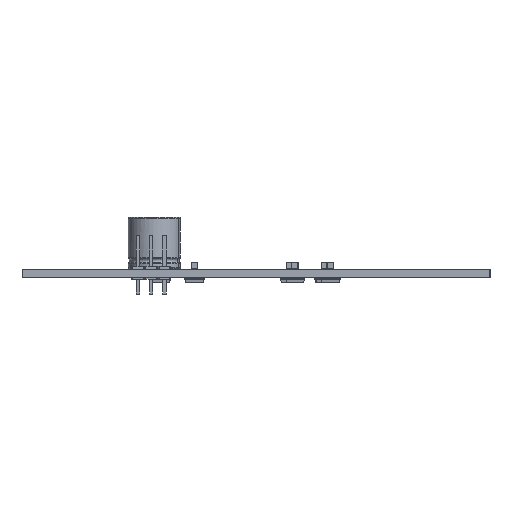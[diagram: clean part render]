
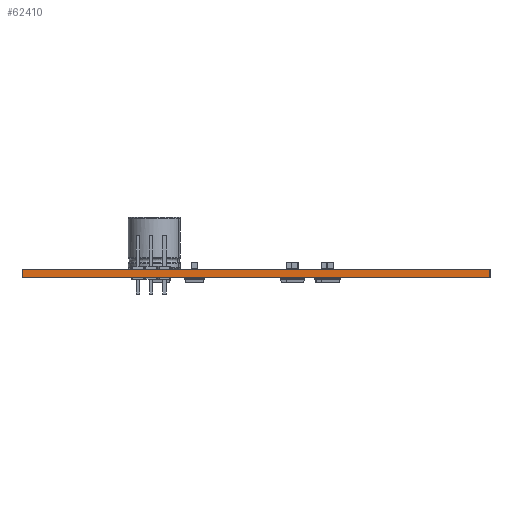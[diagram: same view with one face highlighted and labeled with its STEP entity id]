
A CAD part, left-side view. The second image highlights one B-rep face of the part: STEP entity #62410.
In plain terms, the highlighted planar face has unit normal (-1, 0, 0).
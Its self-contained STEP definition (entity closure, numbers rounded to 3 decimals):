
#62294 = EDGE_CURVE('',#62295,#62297,#62299,.T.);
#62295 = VERTEX_POINT('',#62296);
#62296 = CARTESIAN_POINT('',(72.39,-39.37,0.));
#62297 = VERTEX_POINT('',#62298);
#62298 = CARTESIAN_POINT('',(72.39,-39.37,1.6));
#62299 = SURFACE_CURVE('',#62300,(#62304,#62316),.PCURVE_S1.);
#62300 = LINE('',#62301,#62302);
#62301 = CARTESIAN_POINT('',(72.39,-39.37,0.));
#62302 = VECTOR('',#62303,1.);
#62303 = DIRECTION('',(0.,0.,1.));
#62304 = PCURVE('',#62305,#62310);
#62305 = PLANE('',#62306);
#62306 = AXIS2_PLACEMENT_3D('',#62307,#62308,#62309);
#62307 = CARTESIAN_POINT('',(72.39,-39.37,0.));
#62308 = DIRECTION('',(0.,1.,0.));
#62309 = DIRECTION('',(1.,0.,0.));
#62310 = DEFINITIONAL_REPRESENTATION('',(#62311),#62315);
#62311 = LINE('',#62312,#62313);
#62312 = CARTESIAN_POINT('',(0.,0.));
#62313 = VECTOR('',#62314,1.);
#62314 = DIRECTION('',(0.,-1.));
#62315 = ( GEOMETRIC_REPRESENTATION_CONTEXT(2) 
PARAMETRIC_REPRESENTATION_CONTEXT() REPRESENTATION_CONTEXT('2D SPACE',''
  ) );
#62316 = PCURVE('',#62317,#62322);
#62317 = PLANE('',#62318);
#62318 = AXIS2_PLACEMENT_3D('',#62319,#62320,#62321);
#62319 = CARTESIAN_POINT('',(72.39,-129.54,0.));
#62320 = DIRECTION('',(-1.,0.,0.));
#62321 = DIRECTION('',(0.,1.,0.));
#62322 = DEFINITIONAL_REPRESENTATION('',(#62323),#62327);
#62323 = LINE('',#62324,#62325);
#62324 = CARTESIAN_POINT('',(90.17,0.));
#62325 = VECTOR('',#62326,1.);
#62326 = DIRECTION('',(0.,-1.));
#62327 = ( GEOMETRIC_REPRESENTATION_CONTEXT(2) 
PARAMETRIC_REPRESENTATION_CONTEXT() REPRESENTATION_CONTEXT('2D SPACE',''
  ) );
#62345 = PLANE('',#62346);
#62346 = AXIS2_PLACEMENT_3D('',#62347,#62348,#62349);
#62347 = CARTESIAN_POINT('',(117.475,-84.455,1.6));
#62348 = DIRECTION('',(0.,0.,-1.));
#62349 = DIRECTION('',(-1.,0.,0.));
#62399 = PLANE('',#62400);
#62400 = AXIS2_PLACEMENT_3D('',#62401,#62402,#62403);
#62401 = CARTESIAN_POINT('',(117.475,-84.455,0.));
#62402 = DIRECTION('',(0.,0.,-1.));
#62403 = DIRECTION('',(-1.,0.,0.));
#62410 = ADVANCED_FACE('',(#62411),#62317,.T.);
#62411 = FACE_BOUND('',#62412,.T.);
#62412 = EDGE_LOOP('',(#62413,#62443,#62464,#62465));
#62413 = ORIENTED_EDGE('',*,*,#62414,.T.);
#62414 = EDGE_CURVE('',#62415,#62417,#62419,.T.);
#62415 = VERTEX_POINT('',#62416);
#62416 = CARTESIAN_POINT('',(72.39,-129.54,0.));
#62417 = VERTEX_POINT('',#62418);
#62418 = CARTESIAN_POINT('',(72.39,-129.54,1.6));
#62419 = SURFACE_CURVE('',#62420,(#62424,#62431),.PCURVE_S1.);
#62420 = LINE('',#62421,#62422);
#62421 = CARTESIAN_POINT('',(72.39,-129.54,0.));
#62422 = VECTOR('',#62423,1.);
#62423 = DIRECTION('',(0.,0.,1.));
#62424 = PCURVE('',#62317,#62425);
#62425 = DEFINITIONAL_REPRESENTATION('',(#62426),#62430);
#62426 = LINE('',#62427,#62428);
#62427 = CARTESIAN_POINT('',(0.,0.));
#62428 = VECTOR('',#62429,1.);
#62429 = DIRECTION('',(0.,-1.));
#62430 = ( GEOMETRIC_REPRESENTATION_CONTEXT(2) 
PARAMETRIC_REPRESENTATION_CONTEXT() REPRESENTATION_CONTEXT('2D SPACE',''
  ) );
#62431 = PCURVE('',#62432,#62437);
#62432 = PLANE('',#62433);
#62433 = AXIS2_PLACEMENT_3D('',#62434,#62435,#62436);
#62434 = CARTESIAN_POINT('',(162.56,-129.54,0.));
#62435 = DIRECTION('',(0.,-1.,0.));
#62436 = DIRECTION('',(-1.,0.,0.));
#62437 = DEFINITIONAL_REPRESENTATION('',(#62438),#62442);
#62438 = LINE('',#62439,#62440);
#62439 = CARTESIAN_POINT('',(90.17,0.));
#62440 = VECTOR('',#62441,1.);
#62441 = DIRECTION('',(0.,-1.));
#62442 = ( GEOMETRIC_REPRESENTATION_CONTEXT(2) 
PARAMETRIC_REPRESENTATION_CONTEXT() REPRESENTATION_CONTEXT('2D SPACE',''
  ) );
#62443 = ORIENTED_EDGE('',*,*,#62444,.T.);
#62444 = EDGE_CURVE('',#62417,#62297,#62445,.T.);
#62445 = SURFACE_CURVE('',#62446,(#62450,#62457),.PCURVE_S1.);
#62446 = LINE('',#62447,#62448);
#62447 = CARTESIAN_POINT('',(72.39,-129.54,1.6));
#62448 = VECTOR('',#62449,1.);
#62449 = DIRECTION('',(0.,1.,0.));
#62450 = PCURVE('',#62317,#62451);
#62451 = DEFINITIONAL_REPRESENTATION('',(#62452),#62456);
#62452 = LINE('',#62453,#62454);
#62453 = CARTESIAN_POINT('',(0.,-1.6));
#62454 = VECTOR('',#62455,1.);
#62455 = DIRECTION('',(1.,0.));
#62456 = ( GEOMETRIC_REPRESENTATION_CONTEXT(2) 
PARAMETRIC_REPRESENTATION_CONTEXT() REPRESENTATION_CONTEXT('2D SPACE',''
  ) );
#62457 = PCURVE('',#62345,#62458);
#62458 = DEFINITIONAL_REPRESENTATION('',(#62459),#62463);
#62459 = LINE('',#62460,#62461);
#62460 = CARTESIAN_POINT('',(45.085,-45.085));
#62461 = VECTOR('',#62462,1.);
#62462 = DIRECTION('',(0.,1.));
#62463 = ( GEOMETRIC_REPRESENTATION_CONTEXT(2) 
PARAMETRIC_REPRESENTATION_CONTEXT() REPRESENTATION_CONTEXT('2D SPACE',''
  ) );
#62464 = ORIENTED_EDGE('',*,*,#62294,.F.);
#62465 = ORIENTED_EDGE('',*,*,#62466,.F.);
#62466 = EDGE_CURVE('',#62415,#62295,#62467,.T.);
#62467 = SURFACE_CURVE('',#62468,(#62472,#62479),.PCURVE_S1.);
#62468 = LINE('',#62469,#62470);
#62469 = CARTESIAN_POINT('',(72.39,-129.54,0.));
#62470 = VECTOR('',#62471,1.);
#62471 = DIRECTION('',(0.,1.,0.));
#62472 = PCURVE('',#62317,#62473);
#62473 = DEFINITIONAL_REPRESENTATION('',(#62474),#62478);
#62474 = LINE('',#62475,#62476);
#62475 = CARTESIAN_POINT('',(0.,0.));
#62476 = VECTOR('',#62477,1.);
#62477 = DIRECTION('',(1.,0.));
#62478 = ( GEOMETRIC_REPRESENTATION_CONTEXT(2) 
PARAMETRIC_REPRESENTATION_CONTEXT() REPRESENTATION_CONTEXT('2D SPACE',''
  ) );
#62479 = PCURVE('',#62399,#62480);
#62480 = DEFINITIONAL_REPRESENTATION('',(#62481),#62485);
#62481 = LINE('',#62482,#62483);
#62482 = CARTESIAN_POINT('',(45.085,-45.085));
#62483 = VECTOR('',#62484,1.);
#62484 = DIRECTION('',(0.,1.));
#62485 = ( GEOMETRIC_REPRESENTATION_CONTEXT(2) 
PARAMETRIC_REPRESENTATION_CONTEXT() REPRESENTATION_CONTEXT('2D SPACE',''
  ) );
